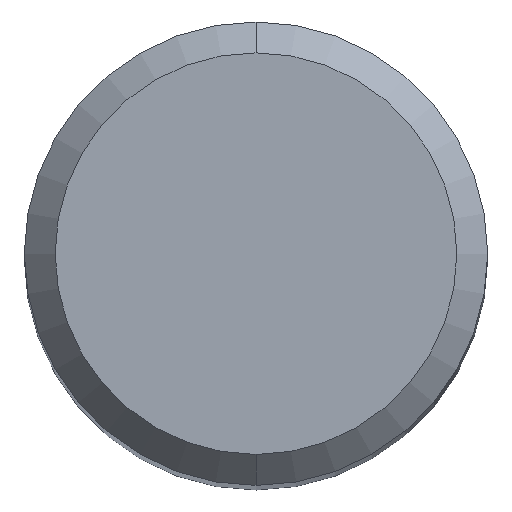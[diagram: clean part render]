
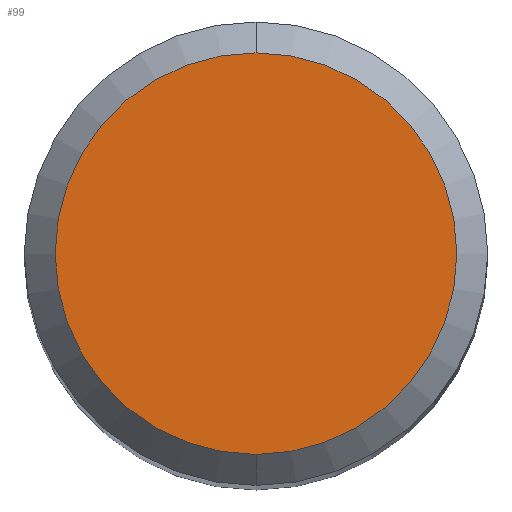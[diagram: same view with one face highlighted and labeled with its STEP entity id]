
A CAD part, top view. The second image highlights one B-rep face of the part: STEP entity #99.
In plain terms, the highlighted planar face has unit normal (0, 0, 1).
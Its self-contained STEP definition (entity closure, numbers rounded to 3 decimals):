
#99=ADVANCED_FACE('',(#236),#237,.T.);
#181=VERTEX_POINT('',#328);
#183=EDGE_CURVE('',#193,#181,#330,.T.);
#185=EDGE_CURVE('',#181,#193,#332,.T.);
#193=VERTEX_POINT('',#340);
#236=FACE_OUTER_BOUND('',#380,.T.);
#237=PLANE('',#381);
#328=CARTESIAN_POINT('',(0.,-2.6,0.0));
#330=CIRCLE('',#498,2.6);
#332=CIRCLE('',#501,2.6);
#340=CARTESIAN_POINT('',(0.0,2.6,0.0));
#380=EDGE_LOOP('',(#550,#551));
#381=AXIS2_PLACEMENT_3D('',#552,#553,#554);
#498=AXIS2_PLACEMENT_3D('',#666,#667,#668);
#501=AXIS2_PLACEMENT_3D('',#669,#670,#671);
#550=ORIENTED_EDGE('',*,*,#183,.F.);
#551=ORIENTED_EDGE('',*,*,#185,.F.);
#552=CARTESIAN_POINT('',(0.0,1.3,0.0));
#553=DIRECTION('',(0.0,0.0,1.0));
#554=DIRECTION('',(0.0,-1.0,0.0));
#666=CARTESIAN_POINT('',(0.0,0.0,0.0));
#667=DIRECTION('',(0.0,0.0,-1.0));
#668=DIRECTION('',(0.0,1.0,0.0));
#669=CARTESIAN_POINT('',(0.0,0.0,0.0));
#670=DIRECTION('',(0.0,0.0,-1.0));
#671=DIRECTION('',(0.0,1.0,0.0));
